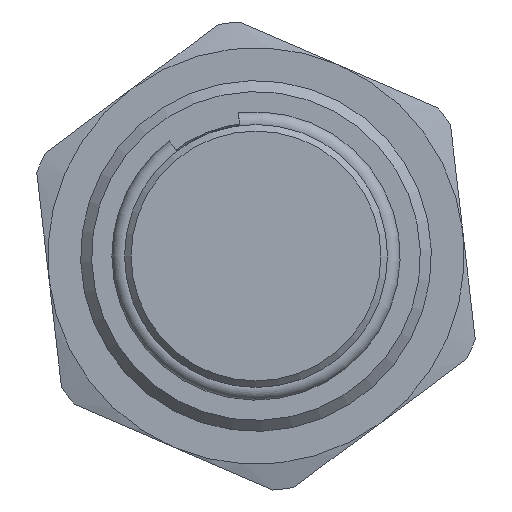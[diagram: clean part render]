
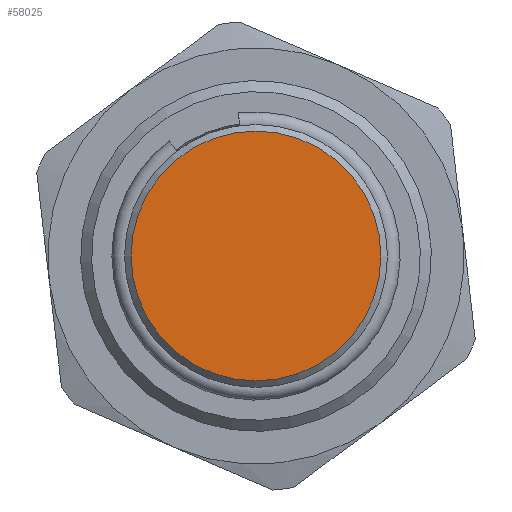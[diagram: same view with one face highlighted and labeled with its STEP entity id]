
A CAD part, left-side view. The second image highlights one B-rep face of the part: STEP entity #58025.
In plain terms, the highlighted planar face has unit normal (-1, 0, 0).
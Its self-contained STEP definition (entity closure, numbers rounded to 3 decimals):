
#58005=CARTESIAN_POINT('',(0.,5.7,0.0));
#58006=VERTEX_POINT('',#58005);
#58007=CARTESIAN_POINT('',(0.0,0.0,0.0));
#58008=DIRECTION('',(1.0,0.0,0.0));
#58009=DIRECTION('',(0.0,1.0,0.0));
#58010=AXIS2_PLACEMENT_3D('',#58007,#58008,#58009);
#58011=CIRCLE('',#58010,5.7);
#58012=EDGE_CURVE('',#58006,#58006,#58011,.T.);
#58017=CARTESIAN_POINT('',(0.,5.35,0.0));
#58018=DIRECTION('',(-1.0,0.0,0.0));
#58019=DIRECTION('',(0.0,0.0,1.0));
#58020=AXIS2_PLACEMENT_3D('',#58017,#58018,#58019);
#58021=PLANE('',#58020);
#58022=ORIENTED_EDGE('',*,*,#58012,.F.);
#58023=EDGE_LOOP('',(#58022));
#58024=FACE_OUTER_BOUND('',#58023,.T.);
#58025=ADVANCED_FACE('',(#58024),#58021,.T.);
